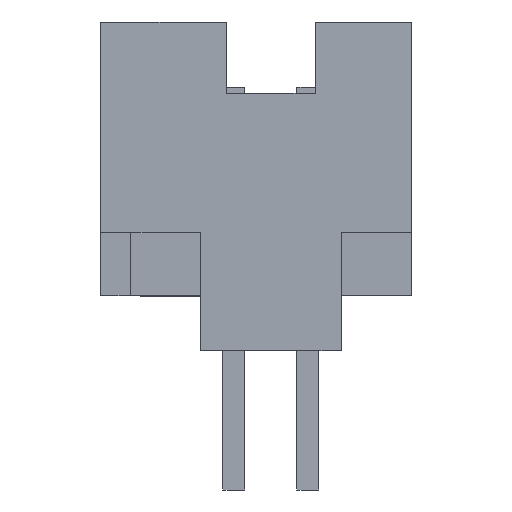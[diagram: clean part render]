
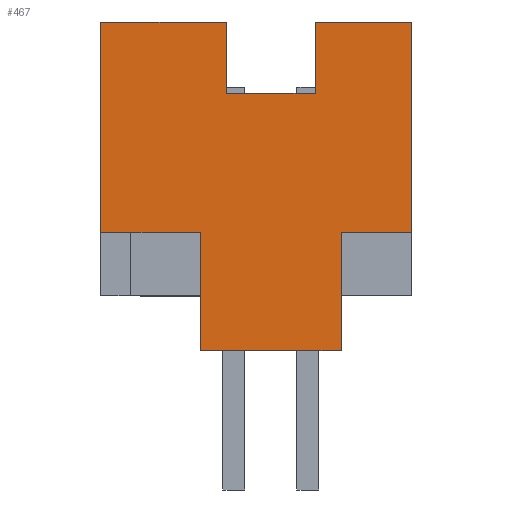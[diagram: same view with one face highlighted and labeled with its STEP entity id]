
A CAD part, left-side view. The second image highlights one B-rep face of the part: STEP entity #467.
In plain terms, the highlighted planar face has unit normal (-1, 0, 0).
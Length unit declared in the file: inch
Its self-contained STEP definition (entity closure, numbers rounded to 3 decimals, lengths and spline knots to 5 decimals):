
#63=FACE_OUTER_BOUND('',#1705,.T.);
#467=ADVANCED_FACE('',(#63),#878,.T.);
#878=PLANE('',#7923);
#1705=EDGE_LOOP('',(#2530,#2531,#2532,#2533,#2534,#2535,#2536,#2537,#2538,
#2539,#2540,#2541));
#2530=ORIENTED_EDGE('',*,*,#5560,.T.);
#2531=ORIENTED_EDGE('',*,*,#5561,.T.);
#2532=ORIENTED_EDGE('',*,*,#5562,.F.);
#2533=ORIENTED_EDGE('',*,*,#5563,.F.);
#2534=ORIENTED_EDGE('',*,*,#5559,.T.);
#2535=ORIENTED_EDGE('',*,*,#5525,.F.);
#2536=ORIENTED_EDGE('',*,*,#5564,.F.);
#2537=ORIENTED_EDGE('',*,*,#5565,.F.);
#2538=ORIENTED_EDGE('',*,*,#5566,.F.);
#2539=ORIENTED_EDGE('',*,*,#5493,.F.);
#2540=ORIENTED_EDGE('',*,*,#5567,.F.);
#2541=ORIENTED_EDGE('',*,*,#5568,.T.);
#4728=VERTEX_POINT('',#11098);
#4729=VERTEX_POINT('',#11099);
#4752=VERTEX_POINT('',#11159);
#4753=VERTEX_POINT('',#11161);
#4773=VERTEX_POINT('',#11207);
#4781=VERTEX_POINT('',#11228);
#4782=VERTEX_POINT('',#11229);
#4783=VERTEX_POINT('',#11231);
#4784=VERTEX_POINT('',#11233);
#4785=VERTEX_POINT('',#11236);
#4786=VERTEX_POINT('',#11238);
#4787=VERTEX_POINT('',#11241);
#5493=EDGE_CURVE('',#4728,#4729,#6494,.T.);
#5525=EDGE_CURVE('',#4752,#4753,#6526,.T.);
#5559=EDGE_CURVE('',#4773,#4753,#6560,.T.);
#5560=EDGE_CURVE('',#4781,#4782,#6561,.T.);
#5561=EDGE_CURVE('',#4782,#4783,#6562,.T.);
#5562=EDGE_CURVE('',#4784,#4783,#6563,.T.);
#5563=EDGE_CURVE('',#4773,#4784,#6564,.T.);
#5564=EDGE_CURVE('',#4785,#4752,#6565,.T.);
#5565=EDGE_CURVE('',#4786,#4785,#6566,.T.);
#5566=EDGE_CURVE('',#4729,#4786,#6567,.T.);
#5567=EDGE_CURVE('',#4787,#4728,#6568,.T.);
#5568=EDGE_CURVE('',#4787,#4781,#6569,.T.);
#6494=LINE('',#11097,#7297);
#6526=LINE('',#11160,#7329);
#6560=LINE('',#11225,#7363);
#6561=LINE('',#11227,#7364);
#6562=LINE('',#11230,#7365);
#6563=LINE('',#11232,#7366);
#6564=LINE('',#11234,#7367);
#6565=LINE('',#11235,#7368);
#6566=LINE('',#11237,#7369);
#6567=LINE('',#11239,#7370);
#6568=LINE('',#11240,#7371);
#6569=LINE('',#11242,#7372);
#7297=VECTOR('',#8528,1.);
#7329=VECTOR('',#8572,1.);
#7363=VECTOR('',#8612,1.);
#7364=VECTOR('',#8615,1.);
#7365=VECTOR('',#8616,1.);
#7366=VECTOR('',#8617,1.);
#7367=VECTOR('',#8618,1.);
#7368=VECTOR('',#8619,1.);
#7369=VECTOR('',#8620,1.);
#7370=VECTOR('',#8621,1.);
#7371=VECTOR('',#8622,1.);
#7372=VECTOR('',#8623,1.);
#7923=AXIS2_PLACEMENT_3D('',#11243,#8624,#8625);
#8528=DIRECTION('',(0.,-1.,0.));
#8572=DIRECTION('',(0.,-1.,0.));
#8612=DIRECTION('',(0.,0.,1.));
#8615=DIRECTION('',(0.,0.,-1.));
#8616=DIRECTION('',(0.,-1.,0.));
#8617=DIRECTION('',(0.,0.,-1.));
#8618=DIRECTION('',(0.,1.,0.));
#8619=DIRECTION('',(0.,0.,1.));
#8620=DIRECTION('',(0.,-1.,0.));
#8621=DIRECTION('',(0.,0.,-1.));
#8622=DIRECTION('',(0.,0.,1.));
#8623=DIRECTION('',(0.,-1.,0.));
#8624=DIRECTION('',(-1.,0.,0.));
#8625=DIRECTION('',(0.,0.,1.));
#11097=CARTESIAN_POINT('',(-0.11,0.095,0.2223));
#11098=CARTESIAN_POINT('',(-0.11,0.115,0.2223));
#11099=CARTESIAN_POINT('',(-0.11,0.03,0.2223));
#11159=CARTESIAN_POINT('',(-0.11,-0.03,0.2223));
#11160=CARTESIAN_POINT('',(-0.11,0.095,0.2223));
#11161=CARTESIAN_POINT('',(-0.11,-0.095,0.2223));
#11207=CARTESIAN_POINT('',(-0.11,-0.095,0.08));
#11225=CARTESIAN_POINT('',(-0.11,-0.095,0.0373));
#11227=CARTESIAN_POINT('',(-0.11,0.0475,0.08));
#11228=CARTESIAN_POINT('',(-0.11,0.0475,0.08));
#11229=CARTESIAN_POINT('',(-0.11,0.0475,0.));
#11230=CARTESIAN_POINT('',(-0.11,0.095,0.));
#11231=CARTESIAN_POINT('',(-0.11,-0.0475,0.));
#11232=CARTESIAN_POINT('',(-0.11,-0.0475,0.08));
#11233=CARTESIAN_POINT('',(-0.11,-0.0475,0.08));
#11234=CARTESIAN_POINT('',(-0.11,-0.0475,0.08));
#11235=CARTESIAN_POINT('',(-0.11,-0.03,0.0373));
#11236=CARTESIAN_POINT('',(-0.11,-0.03,0.1743));
#11237=CARTESIAN_POINT('',(-0.11,0.,0.1743));
#11238=CARTESIAN_POINT('',(-0.11,0.03,0.1743));
#11239=CARTESIAN_POINT('',(-0.11,0.03,0.0373));
#11240=CARTESIAN_POINT('',(-0.11,0.115,0.0173));
#11241=CARTESIAN_POINT('',(-0.11,0.115,0.08));
#11242=CARTESIAN_POINT('',(-0.11,0.0475,0.08));
#11243=CARTESIAN_POINT('',(-0.11,0.,0.0373));
